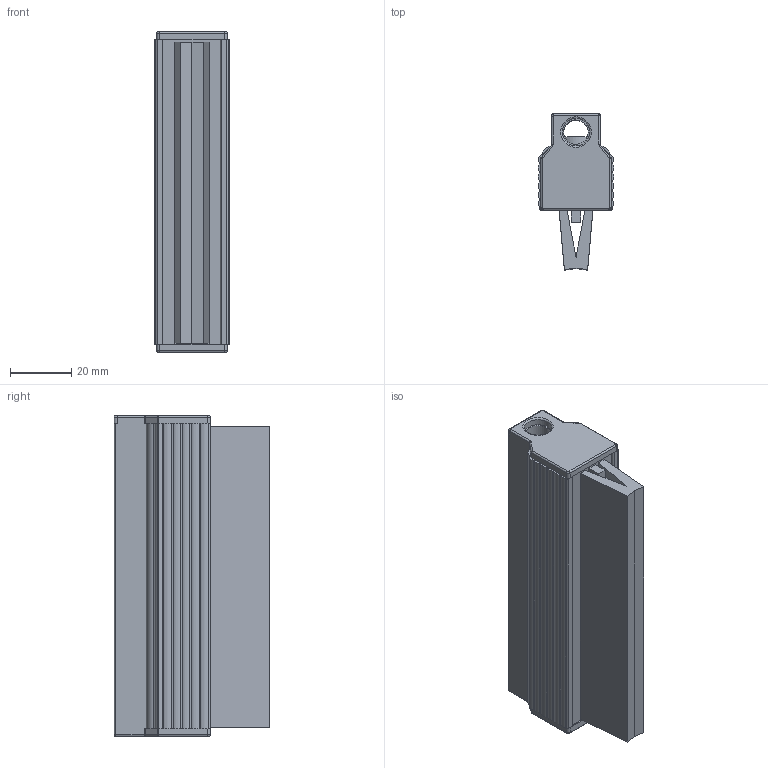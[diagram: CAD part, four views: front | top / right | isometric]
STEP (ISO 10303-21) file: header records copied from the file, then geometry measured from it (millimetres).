
FILE_DESCRIPTION(/* description */ (''),/* implementation_level */ '2;1');
FILE_NAME(/* name */ '2037_Negyszogletes_kefe_L100',/* time_stamp */ '2020-02-14T09:18:00+01:00',/* author */ ('VĂ©gh MĂˇtĂ©'),/* organization */ ('Bearing Kft'),/* preprocessor_version */ 'ST-DEVELOPER v16.7',/* originating_system */ 'DEX',/* authorisation */ $);
FILE_SCHEMA (('AUTOMOTIVE_DESIGN {1 0 10303 214 3 1 1}'));
Length unit declared in the file: millimetre
Products named in the file (1): 2037_Negyszogletes_kefe_L100
Bounding box: 24.71 x 51 x 105 mm (x, y, z)
Volume: 78104.9 mm3; surface area: 23784.9 mm2
Topology: 1 solids, 1 shells, 146 faces, 376 edges, 230 vertices
Faces by surface type: cylinder 77, plane 50, torus 12, sphere 6, cone 1
Full cylindrical faces by diameter (mm): 3 x1, 5 x1, 8 x2, 9 x2, 11.445 x1
Entity records: 4512 total; most frequent: CARTESIAN_POINT 905, DIRECTION 810, ORIENTED_EDGE 712, EDGE_CURVE 356, AXIS2_PLACEMENT_3D 317, VERTEX_POINT 226, LINE 176, VECTOR 176
